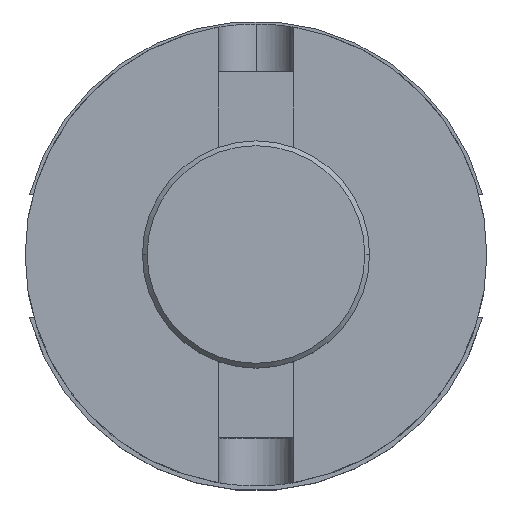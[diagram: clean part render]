
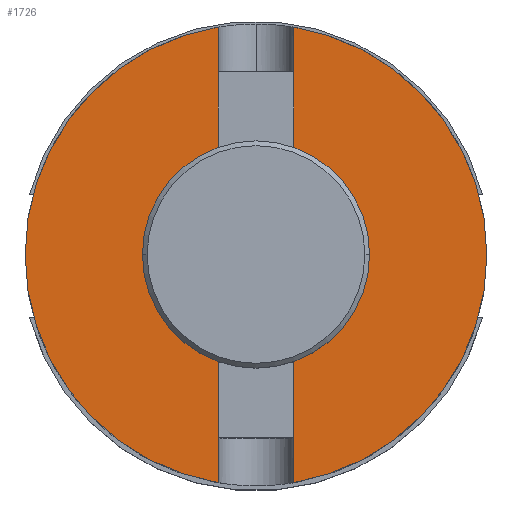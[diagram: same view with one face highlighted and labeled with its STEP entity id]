
A CAD part, top view. The second image highlights one B-rep face of the part: STEP entity #1726.
In plain terms, the highlighted planar face has unit normal (0, 0, 1).
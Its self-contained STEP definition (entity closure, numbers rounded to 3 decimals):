
#21 = EDGE_CURVE ( 'NONE', #830, #1562, #135, .T. ) ;
#38 = CIRCLE ( 'NONE', #746, 48.385 ) ;
#40 = VERTEX_POINT ( 'NONE', #729 ) ;
#51 = CARTESIAN_POINT ( 'NONE',  ( 48.385, 0., 152.4 ) ) ;
#99 = EDGE_CURVE ( 'NONE', #2043, #672, #1763, .T. ) ;
#129 = DIRECTION ( 'NONE',  ( 0., -1., 0. ) ) ;
#135 = LINE ( 'NONE', #361, #2125 ) ;
#167 = CARTESIAN_POINT ( 'NONE',  ( -48.385, 0., 152.4 ) ) ;
#229 = EDGE_LOOP ( 'NONE', ( #1893, #1604, #2159, #2078, #1525, #2372, #1718, #2155, #823, #804 ) ) ;
#264 = LINE ( 'NONE', #976, #855 ) ;
#302 = VERTEX_POINT ( 'NONE', #1807 ) ;
#305 = CARTESIAN_POINT ( 'NONE',  ( 0., 0., 152.4 ) ) ;
#314 = EDGE_CURVE ( 'NONE', #1600, #302, #876, .T. ) ;
#361 = CARTESIAN_POINT ( 'NONE',  ( -7.937, 48.385, 152.4 ) ) ;
#376 = DIRECTION ( 'NONE',  ( 1., 0., 0. ) ) ;
#393 = CARTESIAN_POINT ( 'NONE',  ( 0., 48.385, 152.4 ) ) ;
#425 = EDGE_LOOP ( 'NONE', ( #1635, #2459 ) ) ;
#455 = VERTEX_POINT ( 'NONE', #2429 ) ;
#481 = VECTOR ( 'NONE', #2346, 1000. ) ;
#504 = DIRECTION ( 'NONE',  ( 0., 1., 0. ) ) ;
#507 = AXIS2_PLACEMENT_3D ( 'NONE', #1012, #1568, #376 ) ;
#513 = FACE_BOUND ( 'NONE', #425, .T. ) ;
#532 = CARTESIAN_POINT ( 'NONE',  ( 0., 0., 152.4 ) ) ;
#545 = CIRCLE ( 'NONE', #869, 48.385 ) ;
#567 = EDGE_CURVE ( 'NONE', #2337, #455, #1416, .T. ) ;
#570 = CARTESIAN_POINT ( 'NONE',  ( 7.938, 47.729, 152.4 ) ) ;
#587 = DIRECTION ( 'NONE',  ( 1., 0., 0. ) ) ;
#615 = AXIS2_PLACEMENT_3D ( 'NONE', #907, #2302, #1110 ) ;
#622 = EDGE_CURVE ( 'NONE', #302, #1600, #2291, .T. ) ;
#632 = CARTESIAN_POINT ( 'NONE',  ( -7.937, -22.5, 152.4 ) ) ;
#667 = CARTESIAN_POINT ( 'NONE',  ( 0., -22.5, 152.4 ) ) ;
#672 = VERTEX_POINT ( 'NONE', #570 ) ;
#693 = CARTESIAN_POINT ( 'NONE',  ( -7.937, 47.729, 152.4 ) ) ;
#729 = CARTESIAN_POINT ( 'NONE',  ( -7.937, 22.5, 152.4 ) ) ;
#736 = DIRECTION ( 'NONE',  ( 1., 0., 0. ) ) ;
#746 = AXIS2_PLACEMENT_3D ( 'NONE', #2012, #832, #2219 ) ;
#761 = DIRECTION ( 'NONE',  ( 0., 1., 0. ) ) ;
#804 = ORIENTED_EDGE ( 'NONE', *, *, #2460, .T. ) ;
#823 = ORIENTED_EDGE ( 'NONE', *, *, #99, .T. ) ;
#830 = VERTEX_POINT ( 'NONE', #632 ) ;
#832 = DIRECTION ( 'NONE',  ( 0., 0., 1. ) ) ;
#855 = VECTOR ( 'NONE', #1175, 1000. ) ;
#869 = AXIS2_PLACEMENT_3D ( 'NONE', #532, #1929, #736 ) ;
#876 = CIRCLE ( 'NONE', #507, 19.05 ) ;
#883 = VECTOR ( 'NONE', #504, 1000. ) ;
#907 = CARTESIAN_POINT ( 'NONE',  ( 0., 0., 152.4 ) ) ;
#930 = DIRECTION ( 'NONE',  ( 1., 0., 0. ) ) ;
#944 = AXIS2_PLACEMENT_3D ( 'NONE', #305, #1661, #930 ) ;
#948 = CARTESIAN_POINT ( 'NONE',  ( 0., 22.5, 152.4 ) ) ;
#976 = CARTESIAN_POINT ( 'NONE',  ( 7.938, 48.385, 152.4 ) ) ;
#982 = CARTESIAN_POINT ( 'NONE',  ( 7.938, 22.5, 152.4 ) ) ;
#1012 = CARTESIAN_POINT ( 'NONE',  ( 0., 0., 152.4 ) ) ;
#1031 = DIRECTION ( 'NONE',  ( 1., 0., 0. ) ) ;
#1102 = CARTESIAN_POINT ( 'NONE',  ( 7.938, 48.385, 152.4 ) ) ;
#1110 = DIRECTION ( 'NONE',  ( 1., 0., 0. ) ) ;
#1175 = DIRECTION ( 'NONE',  ( 0., -1., 0. ) ) ;
#1241 = EDGE_CURVE ( 'NONE', #1258, #2405, #1923, .T. ) ;
#1258 = VERTEX_POINT ( 'NONE', #693 ) ;
#1378 = LINE ( 'NONE', #667, #2371 ) ;
#1408 = EDGE_CURVE ( 'NONE', #2405, #1562, #545, .T. ) ;
#1416 = LINE ( 'NONE', #1102, #883 ) ;
#1433 = LINE ( 'NONE', #948, #481 ) ;
#1515 = EDGE_CURVE ( 'NONE', #1715, #40, #1433, .T. ) ;
#1525 = ORIENTED_EDGE ( 'NONE', *, *, #21, .F. ) ;
#1562 = VERTEX_POINT ( 'NONE', #2177 ) ;
#1568 = DIRECTION ( 'NONE',  ( 0., 0., 1. ) ) ;
#1600 = VERTEX_POINT ( 'NONE', #2543 ) ;
#1604 = ORIENTED_EDGE ( 'NONE', *, *, #2386, .T. ) ;
#1635 = ORIENTED_EDGE ( 'NONE', *, *, #622, .F. ) ;
#1661 = DIRECTION ( 'NONE',  ( 0., 0., 1. ) ) ;
#1707 = AXIS2_PLACEMENT_3D ( 'NONE', #2083, #2232, #1031 ) ;
#1715 = VERTEX_POINT ( 'NONE', #982 ) ;
#1718 = ORIENTED_EDGE ( 'NONE', *, *, #567, .F. ) ;
#1726 = ADVANCED_FACE ( 'NONE', ( #513, #2558 ), #2174, .T. ) ;
#1748 = CARTESIAN_POINT ( 'NONE',  ( -7.937, 48.385, 152.4 ) ) ;
#1763 = CIRCLE ( 'NONE', #944, 48.385 ) ;
#1783 = DIRECTION ( 'NONE',  ( 0., 0., 1. ) ) ;
#1807 = CARTESIAN_POINT ( 'NONE',  ( 19.05, 0., 152.4 ) ) ;
#1827 = EDGE_CURVE ( 'NONE', #830, #455, #1378, .T. ) ;
#1864 = DIRECTION ( 'NONE',  ( 1., 0., 0. ) ) ;
#1891 = AXIS2_PLACEMENT_3D ( 'NONE', #393, #1783, #587 ) ;
#1893 = ORIENTED_EDGE ( 'NONE', *, *, #1515, .T. ) ;
#1913 = LINE ( 'NONE', #1748, #2441 ) ;
#1923 = CIRCLE ( 'NONE', #1707, 48.385 ) ;
#1929 = DIRECTION ( 'NONE',  ( 0., 0., 1. ) ) ;
#2012 = CARTESIAN_POINT ( 'NONE',  ( 0., 0., 152.4 ) ) ;
#2043 = VERTEX_POINT ( 'NONE', #51 ) ;
#2078 = ORIENTED_EDGE ( 'NONE', *, *, #1408, .T. ) ;
#2083 = CARTESIAN_POINT ( 'NONE',  ( 0., 0., 152.4 ) ) ;
#2125 = VECTOR ( 'NONE', #129, 1000. ) ;
#2155 = ORIENTED_EDGE ( 'NONE', *, *, #2167, .T. ) ;
#2159 = ORIENTED_EDGE ( 'NONE', *, *, #1241, .T. ) ;
#2167 = EDGE_CURVE ( 'NONE', #2337, #2043, #38, .T. ) ;
#2174 = PLANE ( 'NONE',  #1891 ) ;
#2177 = CARTESIAN_POINT ( 'NONE',  ( -7.937, -47.729, 152.4 ) ) ;
#2219 = DIRECTION ( 'NONE',  ( 1., 0., 0. ) ) ;
#2232 = DIRECTION ( 'NONE',  ( 0., 0., 1. ) ) ;
#2291 = CIRCLE ( 'NONE', #615, 19.05 ) ;
#2302 = DIRECTION ( 'NONE',  ( 0., 0., 1. ) ) ;
#2325 = CARTESIAN_POINT ( 'NONE',  ( 7.938, -47.729, 152.4 ) ) ;
#2337 = VERTEX_POINT ( 'NONE', #2325 ) ;
#2346 = DIRECTION ( 'NONE',  ( -1., 0., 0. ) ) ;
#2371 = VECTOR ( 'NONE', #1864, 1000. ) ;
#2372 = ORIENTED_EDGE ( 'NONE', *, *, #1827, .T. ) ;
#2386 = EDGE_CURVE ( 'NONE', #40, #1258, #1913, .T. ) ;
#2405 = VERTEX_POINT ( 'NONE', #167 ) ;
#2429 = CARTESIAN_POINT ( 'NONE',  ( 7.938, -22.5, 152.4 ) ) ;
#2441 = VECTOR ( 'NONE', #761, 1000. ) ;
#2459 = ORIENTED_EDGE ( 'NONE', *, *, #314, .F. ) ;
#2460 = EDGE_CURVE ( 'NONE', #672, #1715, #264, .T. ) ;
#2543 = CARTESIAN_POINT ( 'NONE',  ( -19.05, 0., 152.4 ) ) ;
#2558 = FACE_OUTER_BOUND ( 'NONE', #229, .T. ) ;
